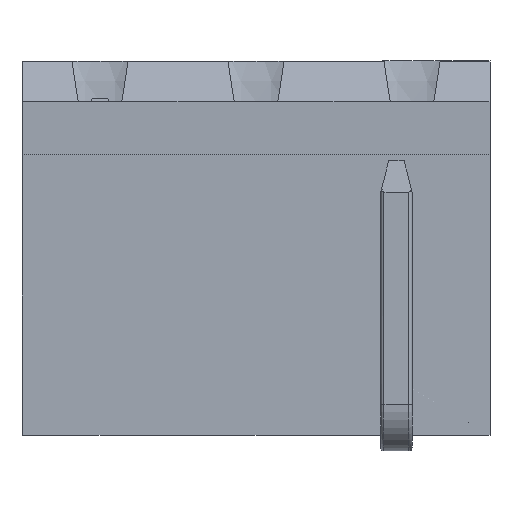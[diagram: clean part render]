
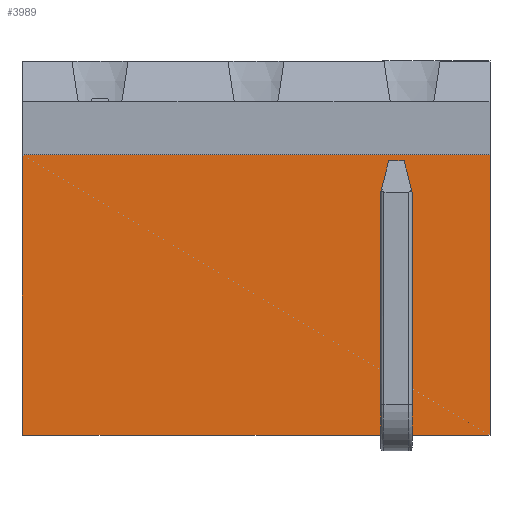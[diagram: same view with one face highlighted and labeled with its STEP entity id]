
A CAD part, front view. The second image highlights one B-rep face of the part: STEP entity #3989.
In plain terms, the highlighted planar face has unit normal (0, -1, 0).
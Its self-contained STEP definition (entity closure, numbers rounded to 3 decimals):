
#532=ORIENTED_EDGE('',*,*,#1610,.T.);
#533=ORIENTED_EDGE('',*,*,#1392,.T.);
#534=ORIENTED_EDGE('',*,*,#1483,.T.);
#535=ORIENTED_EDGE('',*,*,#1639,.T.);
#1392=EDGE_CURVE('',#1979,#1978,#2355,.T.);
#1483=EDGE_CURVE('',#1978,#2063,#2428,.T.);
#1610=EDGE_CURVE('',#2159,#1979,#2551,.T.);
#1639=EDGE_CURVE('',#2063,#2159,#2577,.T.);
#1978=VERTEX_POINT('',#5652);
#1979=VERTEX_POINT('',#5654);
#2063=VERTEX_POINT('',#5837);
#2159=VERTEX_POINT('',#6099);
#2355=LINE('',#5653,#2819);
#2428=LINE('',#5838,#2892);
#2551=LINE('',#6098,#3015);
#2577=LINE('',#6146,#3041);
#2819=VECTOR('',#4536,1000.);
#2892=VECTOR('',#4663,1000.);
#3015=VECTOR('',#4838,1000.);
#3041=VECTOR('',#4878,1000.);
#3322=EDGE_LOOP('',(#532,#533,#534,#535));
#3571=FACE_BOUND('',#3322,.T.);
#3817=PLANE('',#4265);
#3989=ADVANCED_FACE('',(#3571),#3817,.T.);
#4265=AXIS2_PLACEMENT_3D('',#6147,#4879,#4880);
#4536=DIRECTION('',(1.,0.,0.));
#4663=DIRECTION('',(0.,0.,1.));
#4838=DIRECTION('',(0.,0.,-1.));
#4878=DIRECTION('',(-1.,0.,0.));
#4879=DIRECTION('',(0.,-1.,0.));
#4880=DIRECTION('',(0.,0.,-1.));
#5652=CARTESIAN_POINT('',(7.5,0.7,-6.));
#5653=CARTESIAN_POINT('',(-7.5,0.7,-6.));
#5654=CARTESIAN_POINT('',(-7.5,0.7,-6.));
#5837=CARTESIAN_POINT('',(7.5,0.7,3.));
#5838=CARTESIAN_POINT('',(7.5,0.7,-6.));
#6098=CARTESIAN_POINT('',(-7.5,0.7,3.));
#6099=CARTESIAN_POINT('',(-7.5,0.7,3.));
#6146=CARTESIAN_POINT('',(7.5,0.7,3.));
#6147=CARTESIAN_POINT('',(0.,0.7,0.));
